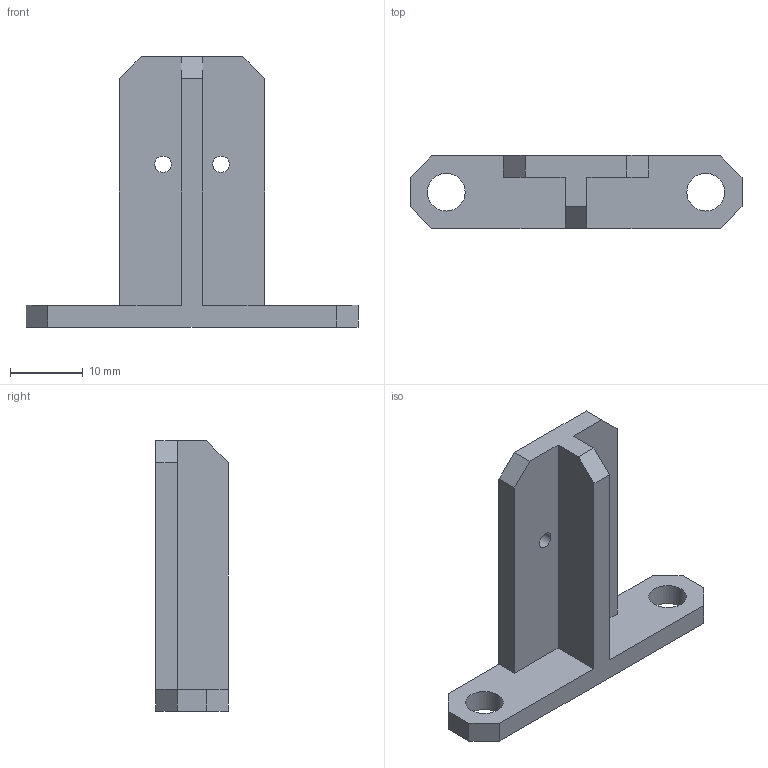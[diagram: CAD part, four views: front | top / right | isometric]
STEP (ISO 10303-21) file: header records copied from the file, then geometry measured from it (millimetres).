
FILE_DESCRIPTION( ( '' ), ' ' );
FILE_NAME( '55182c31e4b0bf004c58f2e3.step', '2015-03-29T16:45:37', ( '' ), ( '' ), ' ', ' ', ' ' );
FILE_SCHEMA( ( 'AUTOMOTIVE_DESIGN { 1 0 10303 214 1 1 1 1 }' ) );
Length unit declared in the file: metre
Products named in the file (1): X-Upper
Bounding box: 45.72 x 10 x 37.25 mm (x, y, z)
Volume: 3899.8 mm3; surface area: 3243.4 mm2
Topology: 1 solids, 1 shells, 25 faces, 71 edges, 48 vertices
Faces by surface type: plane 21, cylinder 4
Full cylindrical faces by diameter (mm): 2.261 x2, 5.2 x2
Entity records: 802 total; most frequent: CARTESIAN_POINT 137, ORIENTED_EDGE 130, DIRECTION 125, EDGE_CURVE 65, LINE 57, VECTOR 57, VERTEX_POINT 46, EDGE_LOOP 37
